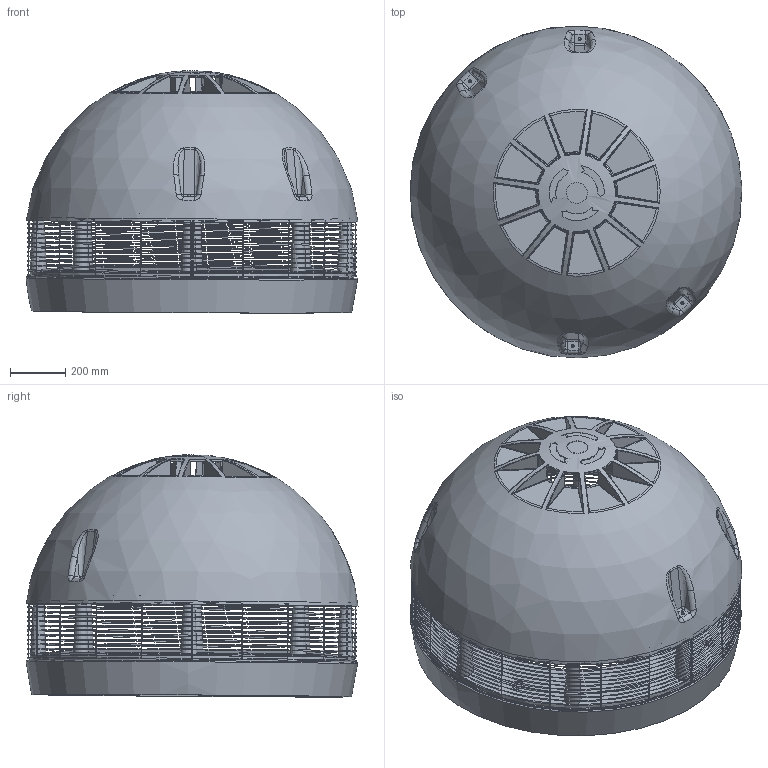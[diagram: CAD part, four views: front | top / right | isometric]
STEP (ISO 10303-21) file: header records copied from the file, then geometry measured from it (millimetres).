
FILE_DESCRIPTION(/* description */ ('VRR-500-702_B5-28-180-(L-E)=408_PUR-PVC-PP'),/* implementation_level */ '2;1');
FILE_NAME(/* name */ 'VRR500-702W_model.stp',/* time_stamp */ '2021-07-22T12:06:04+02:00',/* author */ ('Rissler'),/* organization */ ('Mietzsch GmbH Lufttechnik Dresden'),/* preprocessor_version */ 'ST-DEVELOPER v18.1',/* originating_system */ 'Autodesk Inventor 2020',/* authorisation */ '');
FILE_SCHEMA (('AUTOMOTIVE_DESIGN { 1 0 10303 214 3 1 1 }'));
Length unit declared in the file: millimetre
Products named in the file (17): VRR500-702_B5-28-180-(L-E)=408_PUR-PVC-PVC-PVC; VRR-UNT-500-702-PVC; VRR-UNT-500-PUR; VRR-UNT-500-Schaumteil-PUR; VRR-UNT-500-Stützsäule-kurz; VRR-UNT-500-Stützsäule-kurz_1; VRR-UNT-500-Stützsäule-kurz-Stab; VRR-UNT-500-Stützsäule-kurz-Federteller; VRR-UNT-500-Stützsäule-lang; VRR-UNT-500-Stützsäule-lang_1; VRR-UNT-500-Stützsäule-lang-Stab; VRR-UNT-500-Stützsäule-lang-Federteller; UScheibe-ISO-7089-M10-Stahl-verz; DSE-VRR-500-PVC; Ejot-PT-KB40x14; VRR-Haube-500-KHB-Schaumteil-PUR; VRR-SG-500-Schutzgitter-St
Assembly tree (32 placements, depth 5):
  VRR500-702_B5-28-180-(L-E)=408_PUR-PVC-PVC-PVC
    VRR-UNT-500-702-PVC
      VRR-UNT-500-PUR
        VRR-UNT-500-Schaumteil-PUR
        VRR-UNT-500-Stützsäule-kurz  x4
          VRR-UNT-500-Stützsäule-kurz_1
          VRR-UNT-500-Stützsäule-kurz-Stab
          VRR-UNT-500-Stützsäule-kurz-Federteller
          UScheibe-ISO-7089-M10-Stahl-verz
        VRR-UNT-500-Stützsäule-lang  x4
          VRR-UNT-500-Stützsäule-lang_1
          VRR-UNT-500-Stützsäule-lang-Stab
          VRR-UNT-500-Stützsäule-lang-Federteller
          UScheibe-ISO-7089-M10-Stahl-verz
      DSE-VRR-500-PVC
      Ejot-PT-KB40x14  x8
    VRR-Haube-500-KHB-Schaumteil-PUR
    VRR-SG-500-Schutzgitter-St
Bounding box: 1200.81 x 1201.3 x 876.01 mm (x, y, z)
Volume: 51084096.2 mm3; surface area: 9353665.4 mm2
Topology: 68 solids, 70 shells, 2016 faces, 5960 edges, 3793 vertices
Faces by surface type: bspline 497, plane 460, cylinder 387, torus 316, cone 252, sphere 104
Full cylindrical faces by diameter (mm): 2.5 x22, 2.9 x8, 4 x4, 8 x12, 9 x8, 10 x32, 10.2 x8, 10.5 x16, 25 x8, 30 x16, 40 x8, 76 x1, 286 x1, 492 x1, 496 x1, 514 x1, 590 x1, 600 x1, 1188 x1, 1191 x1
Entity records: 87500 total; most frequent: CARTESIAN_POINT 47022, ORIENTED_EDGE 9646, DIRECTION 6844, EDGE_CURVE 4823, AXIS2_PLACEMENT_3D 3155, VERTEX_POINT 3056, B_SPLINE_CURVE_WITH_KNOTS 2213, CIRCLE 2024
